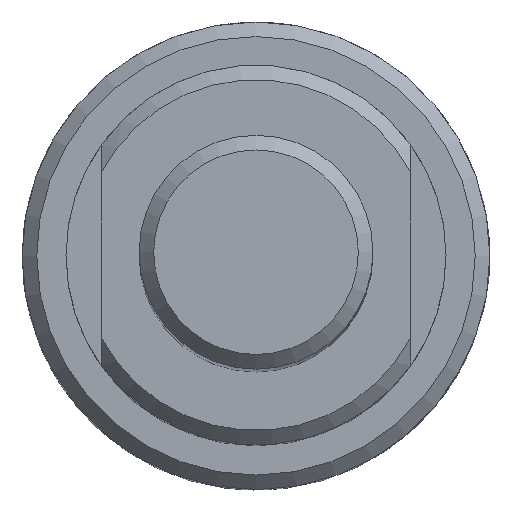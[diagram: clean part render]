
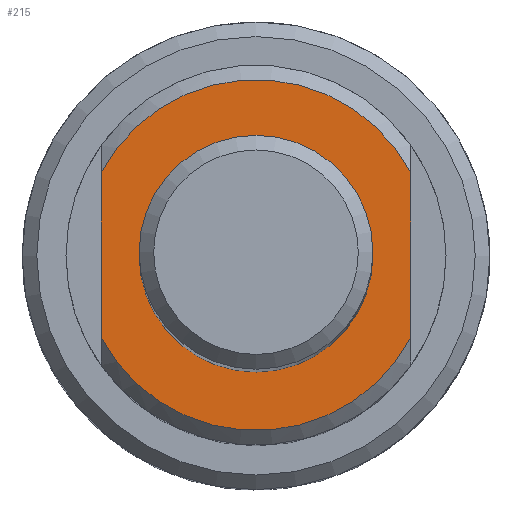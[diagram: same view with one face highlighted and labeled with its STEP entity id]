
A CAD part, top view. The second image highlights one B-rep face of the part: STEP entity #215.
In plain terms, the highlighted planar face has unit normal (0, 0, 1).
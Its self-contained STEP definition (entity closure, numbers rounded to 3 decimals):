
#40=LINE('',#1202,#90);
#41=LINE('',#1204,#91);
#90=VECTOR('',#959,1.);
#91=VECTOR('',#960,1.);
#149=FACE_BOUND('',#310,.T.);
#150=FACE_BOUND('',#311,.T.);
#184=PLANE('',#853);
#215=ADVANCED_FACE('',(#149,#150),#184,.T.);
#310=EDGE_LOOP('',(#416,#417,#418,#419));
#311=EDGE_LOOP('',(#420));
#375=CIRCLE('',#845,6.);
#378=CIRCLE('',#850,4.);
#379=CIRCLE('',#852,6.);
#416=ORIENTED_EDGE('',*,*,#707,.T.);
#417=ORIENTED_EDGE('',*,*,#703,.T.);
#418=ORIENTED_EDGE('',*,*,#708,.T.);
#419=ORIENTED_EDGE('',*,*,#709,.T.);
#420=ORIENTED_EDGE('',*,*,#706,.T.);
#624=VERTEX_POINT('',#1184);
#626=VERTEX_POINT('',#1191);
#629=VERTEX_POINT('',#1200);
#630=VERTEX_POINT('',#1203);
#631=VERTEX_POINT('',#1205);
#703=EDGE_CURVE('',#624,#626,#375,.T.);
#706=EDGE_CURVE('',#629,#629,#378,.T.);
#707=EDGE_CURVE('',#630,#624,#40,.T.);
#708=EDGE_CURVE('',#626,#631,#41,.T.);
#709=EDGE_CURVE('',#631,#630,#379,.T.);
#845=AXIS2_PLACEMENT_3D('',#1192,#945,#946);
#850=AXIS2_PLACEMENT_3D('',#1199,#955,#956);
#852=AXIS2_PLACEMENT_3D('',#1206,#961,#962);
#853=AXIS2_PLACEMENT_3D('',#1207,#963,#964);
#945=DIRECTION('',(0.,0.,1.));
#946=DIRECTION('',(1.,0.,0.));
#955=DIRECTION('',(0.,0.,-1.));
#956=DIRECTION('',(1.,0.,0.));
#959=DIRECTION('',(0.,1.,0.));
#960=DIRECTION('',(0.,-1.,0.));
#961=DIRECTION('',(0.,0.,1.));
#962=DIRECTION('',(1.,0.,0.));
#963=DIRECTION('',(0.,0.,1.));
#964=DIRECTION('',(1.,0.,0.));
#1184=CARTESIAN_POINT('',(5.3,2.812,-56.));
#1191=CARTESIAN_POINT('',(-5.3,2.812,-56.));
#1192=CARTESIAN_POINT('',(0.,0.,-56.));
#1199=CARTESIAN_POINT('',(0.,0.,-56.));
#1200=CARTESIAN_POINT('',(4.,0.,-56.));
#1202=CARTESIAN_POINT('',(5.3,-4.,-56.));
#1203=CARTESIAN_POINT('',(5.3,-2.812,-56.));
#1204=CARTESIAN_POINT('',(-5.3,4.,-56.));
#1205=CARTESIAN_POINT('',(-5.3,-2.812,-56.));
#1206=CARTESIAN_POINT('',(0.,0.,-56.));
#1207=CARTESIAN_POINT('',(0.,0.,-56.));
